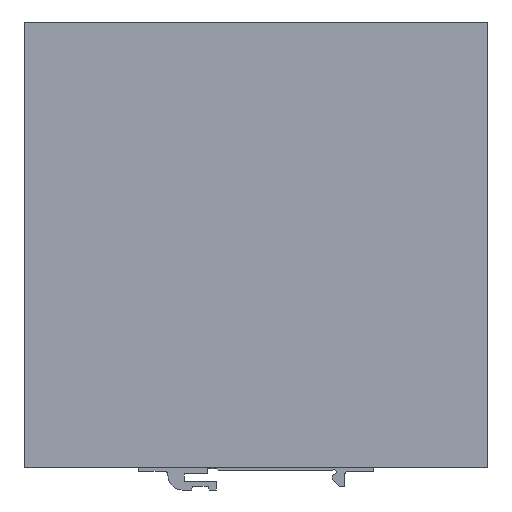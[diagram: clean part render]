
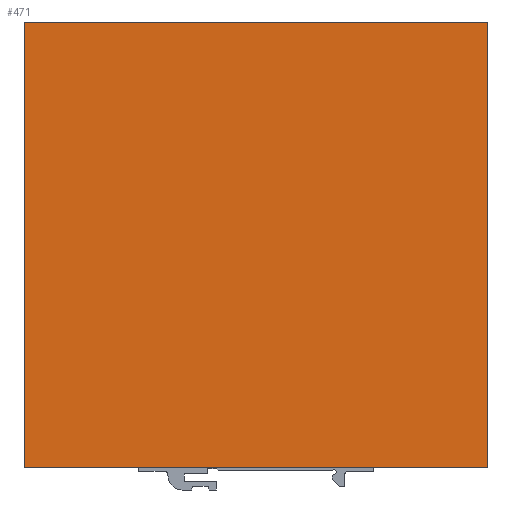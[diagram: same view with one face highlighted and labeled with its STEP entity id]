
A CAD part, left-side view. The second image highlights one B-rep face of the part: STEP entity #471.
In plain terms, the highlighted planar face has unit normal (-1, 0, 0).
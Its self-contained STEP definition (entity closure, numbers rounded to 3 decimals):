
#91 = DIRECTION ( 'NONE',  ( 0., 0., 1. ) ) ;
#96 = DIRECTION ( 'NONE',  ( 0., 0., 1. ) ) ;
#125 = LINE ( 'NONE', #256, #671 ) ;
#183 = ORIENTED_EDGE ( 'NONE', *, *, #1169, .F. ) ;
#198 = VERTEX_POINT ( 'NONE', #892 ) ;
#242 = CARTESIAN_POINT ( 'NONE',  ( -78., 65., -62.5 ) ) ;
#255 = EDGE_CURVE ( 'NONE', #573, #198, #125, .T. ) ;
#256 = CARTESIAN_POINT ( 'NONE',  ( -78., -65., 62.5 ) ) ;
#276 = DIRECTION ( 'NONE',  ( -1., 0., 0. ) ) ;
#301 = EDGE_LOOP ( 'NONE', ( #958, #320, #183, #548 ) ) ;
#320 = ORIENTED_EDGE ( 'NONE', *, *, #255, .F. ) ;
#361 = DIRECTION ( 'NONE',  ( 0., 0., -1. ) ) ;
#419 = EDGE_CURVE ( 'NONE', #727, #763, #1076, .T. ) ;
#460 = LINE ( 'NONE', #1052, #973 ) ;
#462 = EDGE_CURVE ( 'NONE', #198, #727, #734, .T. ) ;
#471 = ADVANCED_FACE ( 'NONE', ( #591 ), #641, .T. ) ;
#508 = DIRECTION ( 'NONE',  ( 0., -1., 0. ) ) ;
#546 = CARTESIAN_POINT ( 'NONE',  ( -78., 65., 62.5 ) ) ;
#548 = ORIENTED_EDGE ( 'NONE', *, *, #419, .F. ) ;
#573 = VERTEX_POINT ( 'NONE', #972 ) ;
#591 = FACE_OUTER_BOUND ( 'NONE', #301, .T. ) ;
#641 = PLANE ( 'NONE',  #890 ) ;
#671 = VECTOR ( 'NONE', #361, 1000. ) ;
#727 = VERTEX_POINT ( 'NONE', #242 ) ;
#734 = LINE ( 'NONE', #924, #1118 ) ;
#763 = VERTEX_POINT ( 'NONE', #546 ) ;
#833 = CARTESIAN_POINT ( 'NONE',  ( -78., 65., 62.5 ) ) ;
#837 = DIRECTION ( 'NONE',  ( 0., 1., 0. ) ) ;
#846 = VECTOR ( 'NONE', #96, 1000. ) ;
#890 = AXIS2_PLACEMENT_3D ( 'NONE', #1180, #276, #91 ) ;
#892 = CARTESIAN_POINT ( 'NONE',  ( -78., -65., -62.5 ) ) ;
#924 = CARTESIAN_POINT ( 'NONE',  ( -78., -65., -62.5 ) ) ;
#958 = ORIENTED_EDGE ( 'NONE', *, *, #462, .F. ) ;
#972 = CARTESIAN_POINT ( 'NONE',  ( -78., -65., 62.5 ) ) ;
#973 = VECTOR ( 'NONE', #508, 1000. ) ;
#1052 = CARTESIAN_POINT ( 'NONE',  ( -78., -65., 62.5 ) ) ;
#1076 = LINE ( 'NONE', #833, #846 ) ;
#1118 = VECTOR ( 'NONE', #837, 1000. ) ;
#1169 = EDGE_CURVE ( 'NONE', #763, #573, #460, .T. ) ;
#1180 = CARTESIAN_POINT ( 'NONE',  ( -78., 0., 0. ) ) ;
